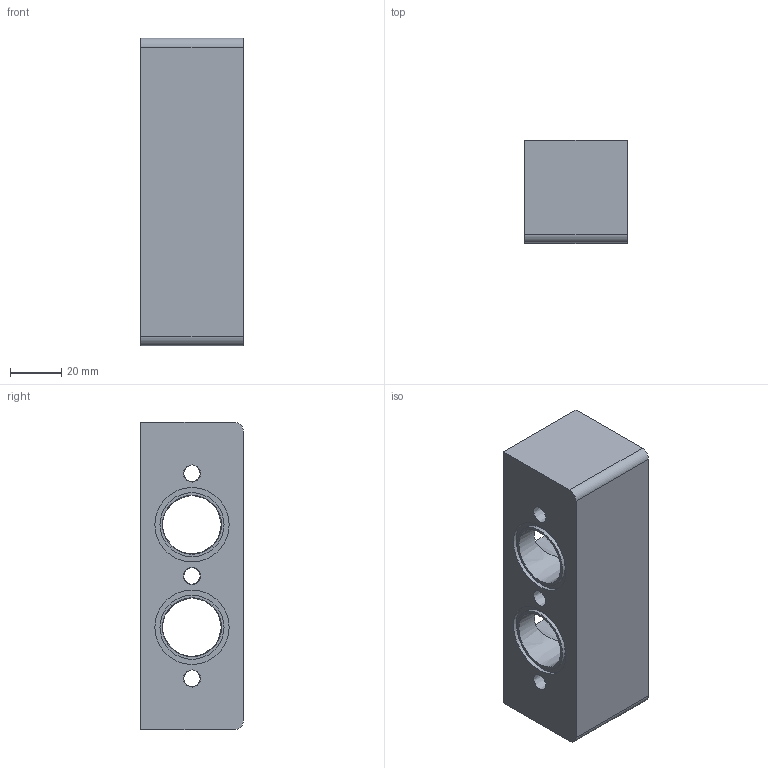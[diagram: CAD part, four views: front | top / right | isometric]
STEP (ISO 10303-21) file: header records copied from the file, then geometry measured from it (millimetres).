
FILE_DESCRIPTION((''),'2;1');
FILE_NAME('SD0163N.stp','2009-08-10T15:17:47',('teddy iii'),(''),'Autodesk Inventor 11','Autodesk Inventor 11','');
FILE_SCHEMA(('AUTOMOTIVE_DESIGN { 1 0 10303 214 1 1 1 1 }'));
Length unit declared in the file: millimetre
Products named in the file (1): SD0163N
Bounding box: 40 x 40 x 120 mm (x, y, z)
Volume: 142525.6 mm3; surface area: 31056.8 mm2
Topology: 1 solids, 1 shells, 52 faces, 117 edges, 74 vertices
Faces by surface type: bspline 20, plane 18, cylinder 14
Full cylindrical faces by diameter (mm): 25 x6, 29 x6
Entity records: 1738 total; most frequent: CARTESIAN_POINT 678, DIRECTION 210, ORIENTED_EDGE 170, EDGE_LOOP 108, AXIS2_PLACEMENT_3D 98, EDGE_CURVE 85, VERTEX_POINT 71, FACE_BOUND 56
